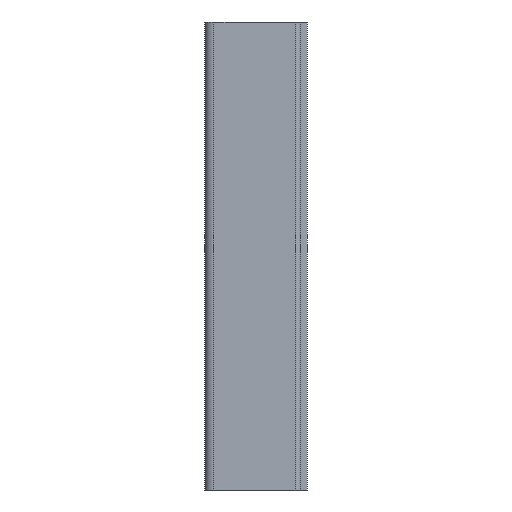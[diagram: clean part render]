
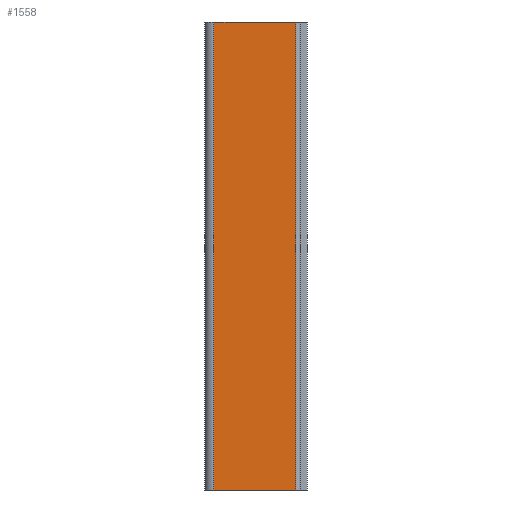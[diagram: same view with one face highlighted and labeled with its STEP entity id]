
A CAD part, front view. The second image highlights one B-rep face of the part: STEP entity #1558.
In plain terms, the highlighted planar face has unit normal (0, -1, 0).
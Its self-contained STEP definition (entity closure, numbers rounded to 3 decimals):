
#667=CARTESIAN_POINT('',(-1.,-21.5,0.0));
#668=VERTEX_POINT('',#667);
#676=CARTESIAN_POINT('',(-18.5,-21.5,0.0));
#677=VERTEX_POINT('',#676);
#678=CARTESIAN_POINT('',(-18.5,-21.5,0.0));
#679=DIRECTION('',(1.0,0.0,0.0));
#680=VECTOR('',#679,17.5);
#681=LINE('',#678,#680);
#682=EDGE_CURVE('',#677,#668,#681,.T.);
#977=CARTESIAN_POINT('',(-1.,-21.5,100.0));
#978=VERTEX_POINT('',#977);
#986=CARTESIAN_POINT('',(-1.0,-21.5,100.0));
#987=DIRECTION('',(0.0,0.0,-1.0));
#988=VECTOR('',#987,100.0);
#989=LINE('',#986,#988);
#990=EDGE_CURVE('',#978,#668,#989,.T.);
#1073=CARTESIAN_POINT('',(-18.5,-21.5,100.0));
#1074=VERTEX_POINT('',#1073);
#1084=CARTESIAN_POINT('',(-18.5,-21.5,0.0));
#1085=DIRECTION('',(0.0,0.0,1.0));
#1086=VECTOR('',#1085,100.0);
#1087=LINE('',#1084,#1086);
#1088=EDGE_CURVE('',#677,#1074,#1087,.T.);
#1542=CARTESIAN_POINT('',(0.0,-21.5,0.0));
#1543=DIRECTION('',(0.0,-1.0,0.0));
#1544=DIRECTION('',(0.0,0.0,-1.0));
#1545=AXIS2_PLACEMENT_3D('',#1542,#1543,#1544);
#1546=PLANE('',#1545);
#1547=ORIENTED_EDGE('',*,*,#990,.F.);
#1548=CARTESIAN_POINT('',(-1.,-21.5,100.0));
#1549=DIRECTION('',(-1.0,0.0,0.0));
#1550=VECTOR('',#1549,17.5);
#1551=LINE('',#1548,#1550);
#1552=EDGE_CURVE('',#978,#1074,#1551,.T.);
#1553=ORIENTED_EDGE('',*,*,#1552,.T.);
#1554=ORIENTED_EDGE('',*,*,#1088,.F.);
#1555=ORIENTED_EDGE('',*,*,#682,.T.);
#1556=EDGE_LOOP('',(#1547,#1553,#1554,#1555));
#1557=FACE_OUTER_BOUND('',#1556,.T.);
#1558=ADVANCED_FACE('',(#1557),#1546,.T.);
